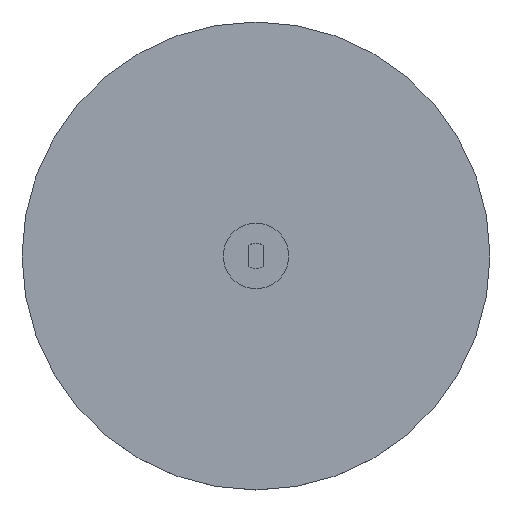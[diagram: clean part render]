
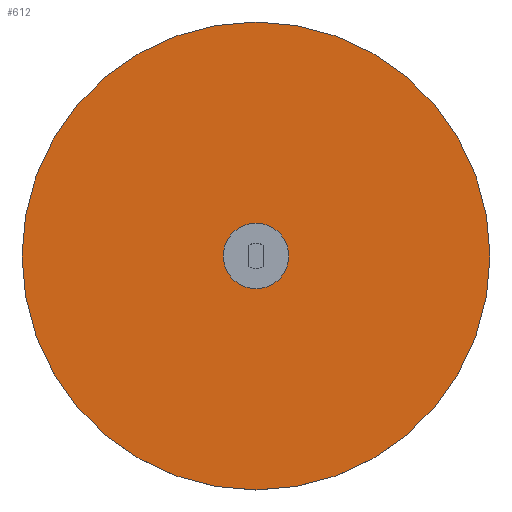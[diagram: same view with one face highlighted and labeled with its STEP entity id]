
A CAD part, top view. The second image highlights one B-rep face of the part: STEP entity #612.
In plain terms, the highlighted planar face has unit normal (0, 0, 1).
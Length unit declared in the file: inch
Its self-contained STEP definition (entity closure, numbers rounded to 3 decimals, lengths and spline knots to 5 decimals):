
#16 = DIRECTION ( 'NONE',  ( 0., 0., 1. ) ) ;
#127 = CARTESIAN_POINT ( 'NONE',  ( 0., 0., 0. ) ) ;
#149 = FACE_OUTER_BOUND ( 'NONE', #1658, .T. ) ;
#168 = EDGE_LOOP ( 'NONE', ( #967, #501 ) ) ;
#274 = CIRCLE ( 'NONE', #1169, 1.9685 ) ;
#321 = CARTESIAN_POINT ( 'NONE',  ( -0.27559, 0., 0. ) ) ;
#375 = CARTESIAN_POINT ( 'NONE',  ( 0., 0., 0. ) ) ;
#434 = CIRCLE ( 'NONE', #808, 1.9685 ) ;
#480 = VERTEX_POINT ( 'NONE', #1159 ) ;
#501 = ORIENTED_EDGE ( 'NONE', *, *, #1069, .F. ) ;
#516 = AXIS2_PLACEMENT_3D ( 'NONE', #127, #1157, #1663 ) ;
#557 = DIRECTION ( 'NONE',  ( 0., 0., 1. ) ) ;
#567 = AXIS2_PLACEMENT_3D ( 'NONE', #1063, #1576, #671 ) ;
#612 = ADVANCED_FACE ( 'NONE', ( #1415, #149 ), #1315, .T. ) ;
#671 = DIRECTION ( 'NONE',  ( 1., 0., 0. ) ) ;
#692 = CARTESIAN_POINT ( 'NONE',  ( 1.9685, 0., 0. ) ) ;
#808 = AXIS2_PLACEMENT_3D ( 'NONE', #375, #16, #1542 ) ;
#900 = CIRCLE ( 'NONE', #567, 0.27559 ) ;
#902 = VERTEX_POINT ( 'NONE', #1151 ) ;
#905 = EDGE_CURVE ( 'NONE', #902, #1545, #434, .T. ) ;
#908 = DIRECTION ( 'NONE',  ( 1., 0., 0. ) ) ;
#928 = DIRECTION ( 'NONE',  ( 1., 0., 0. ) ) ;
#967 = ORIENTED_EDGE ( 'NONE', *, *, #1012, .F. ) ;
#1012 = EDGE_CURVE ( 'NONE', #1657, #480, #1330, .T. ) ;
#1063 = CARTESIAN_POINT ( 'NONE',  ( 0., 0., 0. ) ) ;
#1069 = EDGE_CURVE ( 'NONE', #480, #1657, #900, .T. ) ;
#1137 = EDGE_CURVE ( 'NONE', #1545, #902, #274, .T. ) ;
#1151 = CARTESIAN_POINT ( 'NONE',  ( -1.9685, 0., 0. ) ) ;
#1157 = DIRECTION ( 'NONE',  ( 0., 0., 1. ) ) ;
#1159 = CARTESIAN_POINT ( 'NONE',  ( 0.27559, 0., 0. ) ) ;
#1169 = AXIS2_PLACEMENT_3D ( 'NONE', #1324, #557, #928 ) ;
#1213 = AXIS2_PLACEMENT_3D ( 'NONE', #1566, #1288, #908 ) ;
#1288 = DIRECTION ( 'NONE',  ( 0., 0., 1. ) ) ;
#1315 = PLANE ( 'NONE',  #1213 ) ;
#1324 = CARTESIAN_POINT ( 'NONE',  ( 0., 0., 0. ) ) ;
#1328 = ORIENTED_EDGE ( 'NONE', *, *, #905, .T. ) ;
#1330 = CIRCLE ( 'NONE', #516, 0.27559 ) ;
#1339 = ORIENTED_EDGE ( 'NONE', *, *, #1137, .T. ) ;
#1415 = FACE_BOUND ( 'NONE', #168, .T. ) ;
#1542 = DIRECTION ( 'NONE',  ( 1., 0., 0. ) ) ;
#1545 = VERTEX_POINT ( 'NONE', #692 ) ;
#1566 = CARTESIAN_POINT ( 'NONE',  ( 0., 0., 0. ) ) ;
#1576 = DIRECTION ( 'NONE',  ( 0., 0., 1. ) ) ;
#1657 = VERTEX_POINT ( 'NONE', #321 ) ;
#1658 = EDGE_LOOP ( 'NONE', ( #1339, #1328 ) ) ;
#1663 = DIRECTION ( 'NONE',  ( 1., 0., 0. ) ) ;
